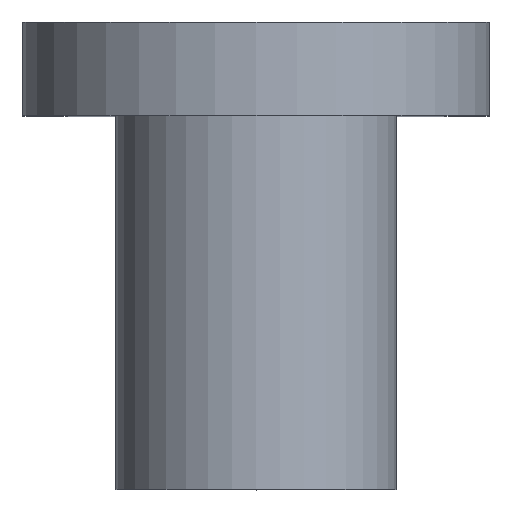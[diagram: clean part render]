
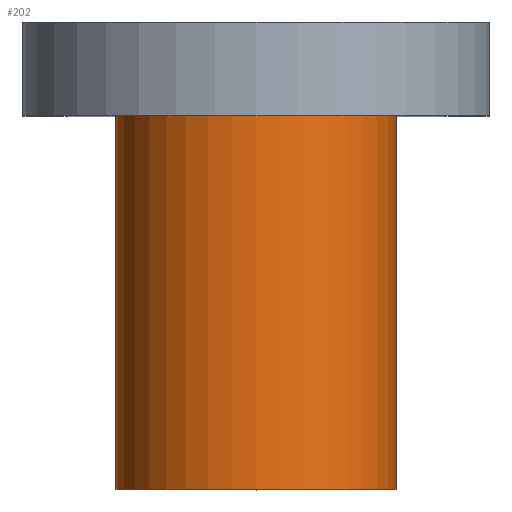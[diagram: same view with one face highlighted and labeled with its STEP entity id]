
A CAD part, top view. The second image highlights one B-rep face of the part: STEP entity #202.
In plain terms, the highlighted cylindrical face has radius 3 mm (diameter 6 mm), a partial arc.
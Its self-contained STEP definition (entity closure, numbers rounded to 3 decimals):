
#15=CYLINDRICAL_SURFACE('',#227,3.);
#26=LINE('',#438,#42);
#27=LINE('',#442,#43);
#42=VECTOR('',#256,10.);
#43=VECTOR('',#261,10.);
#55=CIRCLE('',#225,3.);
#56=CIRCLE('',#228,3.);
#72=FACE_OUTER_BOUND('',#85,.T.);
#85=EDGE_LOOP('',(#157,#158,#159,#160));
#103=VERTEX_POINT('',#428);
#104=VERTEX_POINT('',#430);
#106=VERTEX_POINT('',#435);
#107=VERTEX_POINT('',#440);
#122=EDGE_CURVE('',#103,#104,#55,.T.);
#126=EDGE_CURVE('',#106,#104,#26,.T.);
#127=EDGE_CURVE('',#106,#107,#56,.T.);
#128=EDGE_CURVE('',#107,#103,#27,.T.);
#157=ORIENTED_EDGE('',*,*,#127,.F.);
#158=ORIENTED_EDGE('',*,*,#126,.T.);
#159=ORIENTED_EDGE('',*,*,#122,.F.);
#160=ORIENTED_EDGE('',*,*,#128,.F.);
#202=ADVANCED_FACE('',(#72),#15,.T.);
#225=AXIS2_PLACEMENT_3D('',#431,#249,#250);
#227=AXIS2_PLACEMENT_3D('',#439,#257,#258);
#228=AXIS2_PLACEMENT_3D('',#441,#259,#260);
#249=DIRECTION('center_axis',(0.,-1.,0.));
#250=DIRECTION('ref_axis',(-1.,0.,0.));
#256=DIRECTION('',(0.,-1.,0.));
#257=DIRECTION('center_axis',(0.,-1.,0.));
#258=DIRECTION('ref_axis',(-1.,0.,0.));
#259=DIRECTION('center_axis',(0.,1.,0.));
#260=DIRECTION('ref_axis',(-1.,0.,0.));
#261=DIRECTION('',(0.,-1.,0.));
#428=CARTESIAN_POINT('',(-180.,425.,280.));
#430=CARTESIAN_POINT('',(-186.,425.,280.));
#431=CARTESIAN_POINT('Origin',(-183.,425.,280.));
#435=CARTESIAN_POINT('',(-186.,433.,280.));
#438=CARTESIAN_POINT('',(-186.,433.,280.));
#439=CARTESIAN_POINT('Origin',(-183.,433.,280.));
#440=CARTESIAN_POINT('',(-180.,433.,280.));
#441=CARTESIAN_POINT('Origin',(-183.,433.,280.));
#442=CARTESIAN_POINT('',(-180.,433.,280.));
